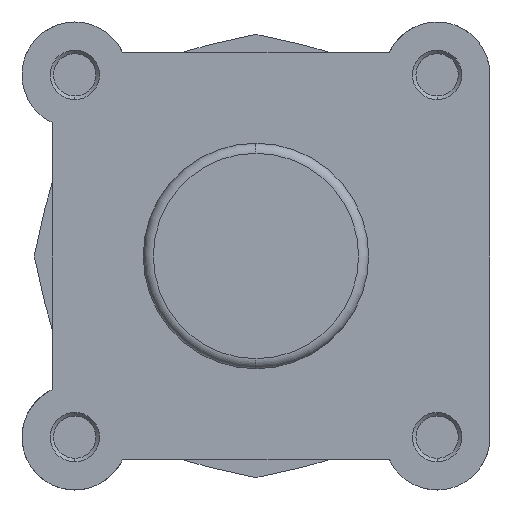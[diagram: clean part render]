
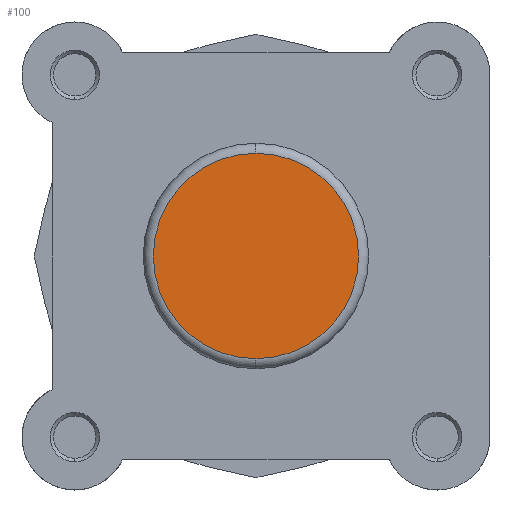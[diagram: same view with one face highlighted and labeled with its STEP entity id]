
A CAD part, left-side view. The second image highlights one B-rep face of the part: STEP entity #100.
In plain terms, the highlighted planar face has unit normal (-1, 0, 0).
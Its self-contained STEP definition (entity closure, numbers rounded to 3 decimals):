
#100 = ADVANCED_FACE ( 'NONE', ( #1516 ), #3615, .F. ) ;
#382 = EDGE_CURVE ( 'NONE', #3413, #3412, #2434, .T. ) ;
#717 = EDGE_CURVE ( 'NONE', #3412, #3413, #2817, .T. ) ;
#1088 = ORIENTED_EDGE ( 'NONE', *, *, #717, .T. ) ;
#1089 = ORIENTED_EDGE ( 'NONE', *, *, #382, .T. ) ;
#1385 = EDGE_LOOP ( 'NONE', ( #1089, #1088 ) ) ;
#1516 = FACE_OUTER_BOUND ( 'NONE', #1385, .T. ) ;
#2434 = CIRCLE ( 'NONE', #3166, 20.4 ) ;
#2817 = CIRCLE ( 'NONE', #3294, 20.4 ) ;
#2962 = AXIS2_PLACEMENT_3D ( 'NONE', #3561, #3603, #3439 ) ;
#3166 = AXIS2_PLACEMENT_3D ( 'NONE', #4529, #4530, #4531 ) ;
#3294 = AXIS2_PLACEMENT_3D ( 'NONE', #5251, #5257, #5258 ) ;
#3412 = VERTEX_POINT ( 'NONE', #5567 ) ;
#3413 = VERTEX_POINT ( 'NONE', #5568 ) ;
#3439 = DIRECTION ( 'NONE',  ( 0., 0., -1. ) ) ;
#3561 = CARTESIAN_POINT ( 'NONE',  ( 0., 0., 0. ) ) ;
#3603 = DIRECTION ( 'NONE',  ( 1., 0., 0. ) ) ;
#3615 = PLANE ( 'NONE',  #2962 ) ;
#4529 = CARTESIAN_POINT ( 'NONE',  ( 0., 0., 0. ) ) ;
#4530 = DIRECTION ( 'NONE',  ( -1., 0., 0. ) ) ;
#4531 = DIRECTION ( 'NONE',  ( 0., 0., -1. ) ) ;
#5251 = CARTESIAN_POINT ( 'NONE',  ( 0., 0., 0. ) ) ;
#5257 = DIRECTION ( 'NONE',  ( -1., 0., 0. ) ) ;
#5258 = DIRECTION ( 'NONE',  ( 0., 0., -1. ) ) ;
#5567 = CARTESIAN_POINT ( 'NONE',  ( 0., 0., 20.4 ) ) ;
#5568 = CARTESIAN_POINT ( 'NONE',  ( 0., 0., -20.4 ) ) ;
